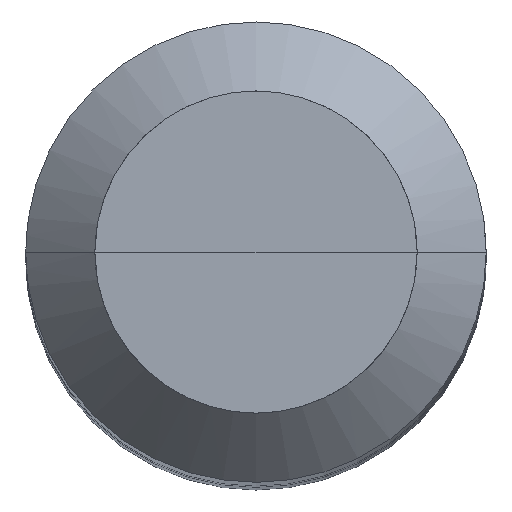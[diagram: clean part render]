
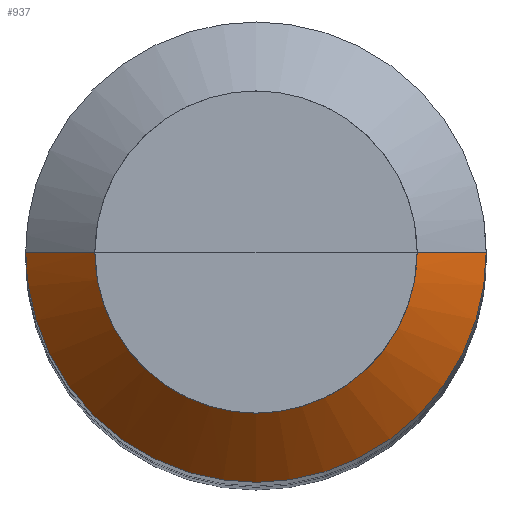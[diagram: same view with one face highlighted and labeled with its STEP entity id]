
A CAD part, top view. The second image highlights one B-rep face of the part: STEP entity #937.
In plain terms, the highlighted free-form (B-spline) face has degree [1, 2] with [2, 5] control points.
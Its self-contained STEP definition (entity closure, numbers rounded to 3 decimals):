
#637=CARTESIAN_POINT('',(4.0,0.0,34.8));
#641=CARTESIAN_POINT('',(-4.0,0.0,34.8));
#642=CARTESIAN_POINT('',(2.8,0.0,36.0));
#646=CARTESIAN_POINT('',(-2.8,0.0,36.0));
#651=CARTESIAN_POINT('',(-4.0,-4.0,34.8));
#652=CARTESIAN_POINT('',(0.0,-4.0,34.8));
#653=CARTESIAN_POINT('',(4.0,-4.0,34.8));
#654=CARTESIAN_POINT('',(-2.8,-2.8,36.0));
#655=CARTESIAN_POINT('',(0.0,-2.8,36.0));
#656=CARTESIAN_POINT('',(2.8,-2.8,36.0));
#918=(
BOUNDED_SURFACE()
B_SPLINE_SURFACE(1,2,(
(#641,#651,#652,#653,#637),
(#646,#654,#655,#656,#642)
), .UNSPECIFIED.,.F.,.F.,.F.)
B_SPLINE_SURFACE_WITH_KNOTS((2,2),(3,2,3),(
0.0,1.0),(
0.0,0.5,1.0), .UNSPECIFIED.)
GEOMETRIC_REPRESENTATION_ITEM()
RATIONAL_B_SPLINE_SURFACE(((1.0,0.707,1.0,0.707,1.0),
(1.0,0.707,1.0,0.707,1.0)
))
REPRESENTATION_ITEM('')
SURFACE()
);
#919=(
BOUNDED_CURVE()
B_SPLINE_CURVE(2,(#646,#654,#655,#656,#642),.UNSPECIFIED.,.F.,.F.)
B_SPLINE_CURVE_WITH_KNOTS((3,2,3),
(0.0,0.5,1.0),.UNSPECIFIED.)
CURVE()
GEOMETRIC_REPRESENTATION_ITEM()
RATIONAL_B_SPLINE_CURVE((1.0,0.707,1.0,0.707,1.0))
REPRESENTATION_ITEM('')
);
#920=(
BOUNDED_CURVE()
B_SPLINE_CURVE(1,(#642,#637),.UNSPECIFIED.,.F.,.F.)
B_SPLINE_CURVE_WITH_KNOTS((2,2),
(0.0,1.0),.UNSPECIFIED.)
CURVE()
GEOMETRIC_REPRESENTATION_ITEM()
RATIONAL_B_SPLINE_CURVE((1.0,1.0))
REPRESENTATION_ITEM('')
);
#921=(
BOUNDED_CURVE()
B_SPLINE_CURVE(2,(#637,#653,#652,#651,#641),.UNSPECIFIED.,.F.,.F.)
B_SPLINE_CURVE_WITH_KNOTS((3,2,3),
(0.0,0.5,1.0),.UNSPECIFIED.)
CURVE()
GEOMETRIC_REPRESENTATION_ITEM()
RATIONAL_B_SPLINE_CURVE((1.0,0.707,1.0,0.707,1.0))
REPRESENTATION_ITEM('')
);
#922=(
BOUNDED_CURVE()
B_SPLINE_CURVE(1,(#641,#646),.UNSPECIFIED.,.F.,.F.)
B_SPLINE_CURVE_WITH_KNOTS((2,2),
(0.0,1.0),.UNSPECIFIED.)
CURVE()
GEOMETRIC_REPRESENTATION_ITEM()
RATIONAL_B_SPLINE_CURVE((1.0,1.0))
REPRESENTATION_ITEM('')
);
#923=VERTEX_POINT('',#637);
#924=VERTEX_POINT('',#641);
#925=VERTEX_POINT('',#642);
#926=VERTEX_POINT('',#646);
#927=EDGE_CURVE('',#926,#925,#919,.T.);
#928=EDGE_CURVE('',#925,#923,#920,.T.);
#929=EDGE_CURVE('',#923,#924,#921,.T.);
#930=EDGE_CURVE('',#924,#926,#922,.T.);
#931=ORIENTED_EDGE('',*,*,#927,.T.);
#932=ORIENTED_EDGE('',*,*,#928,.T.);
#933=ORIENTED_EDGE('',*,*,#929,.T.);
#934=ORIENTED_EDGE('',*,*,#930,.T.);
#935=EDGE_LOOP('',(#931,#932,#933,#934));
#936=FACE_OUTER_BOUND('',#935,.T.);
#937=ADVANCED_FACE('',(#936),#918,.T.);
